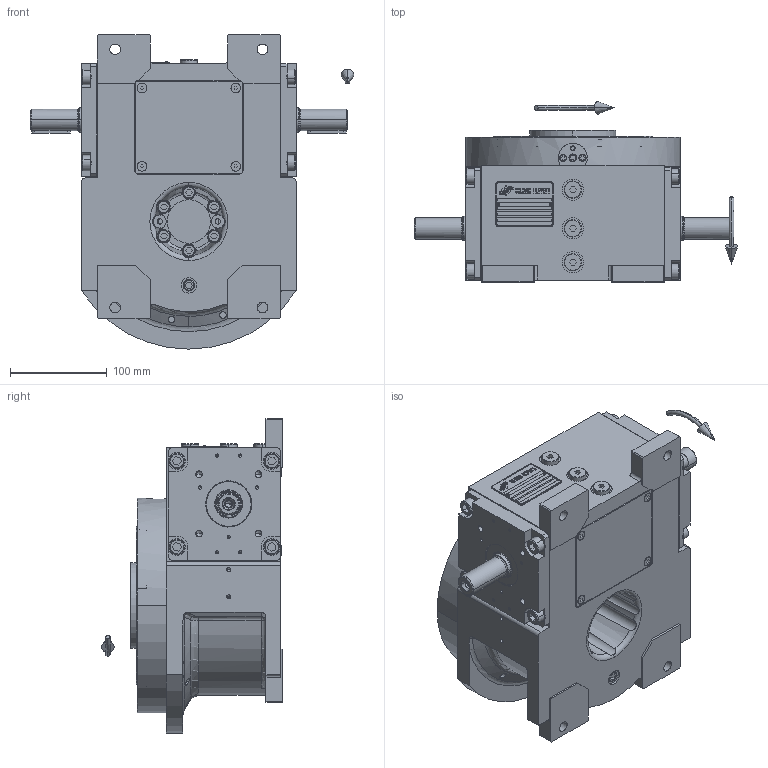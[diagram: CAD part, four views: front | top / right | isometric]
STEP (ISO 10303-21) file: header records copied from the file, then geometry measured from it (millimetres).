
FILE_DESCRIPTION (( 'STEP AP203' ), '1' );
FILE_NAME ('PC5201563.step', '2025-10-10T09:55:54', ( '' ), ( '' ), 'SwSTEP 2.0', 'SolidWorks 2020', '' );
FILE_SCHEMA (( 'CONFIG_CONTROL_DESIGN' ));
Length unit declared in the file: millimetre
Products named in the file (76): cfn2128_19_002; CFN2104_02_017^RIG06_005_ASM_rig06_071_06_m_asm(2)_rig06_071_06_m_asm.stp; CFN2356_03_047^rig06_071_06_m_asm(2)_rig06_071_06_m_asm.stp; rig06_004; cfn2000_01_124; cfn2077_01_018; cfn2155_01_056; cfn2201_01_040; AS_rig06_071_6_m; cfn2128_04_004; cfn2476_01_002_60x46; AS_rig06_004_s_001; rig06_002_bc_001; cfn2151_01_290; cfn2000_01_103; cfn2000_01_126; cfn2205_01_013; cfn2107_01_001; rig06_005_n_01; cfn2151_01_109; cfn2003_01_054; cfn2073_01_012; freccia_angolare; cfn2155_01_303; CFN2010_02_002^rig06_071_06_m_asm(2)_rig06_071_06_m_asm.stp; freccia_angolare_albero; rig06_003_6; AS_cfn2476_01_002_60x46; RIG06_005_ASM^rig06_071_06_m_asm(2)_rig06_071_06_m_asm.stp; CFN2223_01-570X6-B^rig06_071_06_m_asm(2)_rig06_071_06_m_asm.stp; cfn2115_02_182; cfn2151_01_090; cfn2276_01_074; AS_rig06_004; AS_rig06_002_bc_001; RIG06_021_AF0^RIG06_005_ASM_rig06_071_06_m_asm(2)_rig06_071_06_m_asm.stp; rig06_007_master; rig06_001_a; cfn2115_02_165; CFN2000_01_185^RIG06_005_ASM_rig06_071_06_m_asm(2)_rig06_071_06_m_asm.stp ...
Assembly tree (69 placements, depth 5):
  CFN2356_03_047^rig06_071_06_m_asm(2)_rig06_071_06_m_asm.stp
  cfn2077_01_018
  cfn2201_01_040
  cfn2151_01_290
  cfn2205_01_013
Bounding box: 334.5 x 187 x 325 mm (x, y, z)
Volume: 2330556.3 mm3; surface area: 750046.3 mm2
Topology: 61 solids, 61 shells, 1952 faces, 4847 edges, 3109 vertices
Faces by surface type: plane 1005, cylinder 620, cone 293, torus 22, bspline 6, sphere 6
Entity records: 66540 total; most frequent: CARTESIAN_POINT 14566, DIRECTION 9260, ORIENTED_EDGE 8940, EDGE_CURVE 4470, AXIS2_PLACEMENT_3D 3177, VERTEX_POINT 2918, VECTOR 2906, LINE 2906
